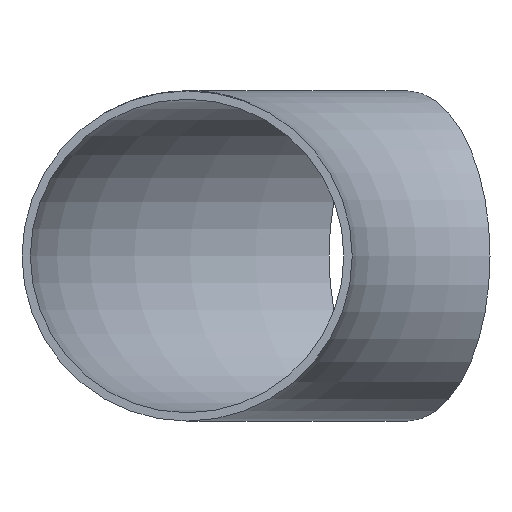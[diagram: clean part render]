
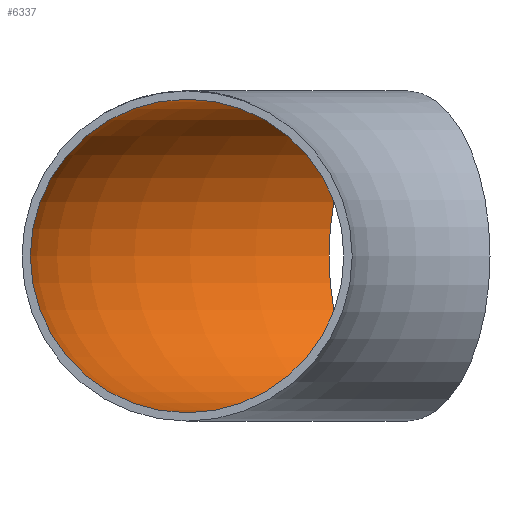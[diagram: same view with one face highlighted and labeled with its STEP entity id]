
A CAD part, front view. The second image highlights one B-rep face of the part: STEP entity #6337.
In plain terms, the highlighted toroidal (fillet/blend) face has major radius 152.5 mm and minor radius 54.25 mm.
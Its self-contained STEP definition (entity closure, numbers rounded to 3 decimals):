
#2162 = CARTESIAN_POINT ( 'NONE',  ( -152.5, 0., 54.25 ) ) ;
#2299 = CIRCLE ( 'NONE', #6680, 54.25 ) ;
#2899 = CARTESIAN_POINT ( 'NONE',  ( -103.375, 179.051, 0. ) ) ;
#3457 = ORIENTED_EDGE ( 'NONE', *, *, #9798, .F. ) ;
#4548 = CIRCLE ( 'NONE', #18360, 54.25 ) ;
#5397 = TOROIDAL_SURFACE ( 'NONE', #13495, 152.5, 54.25 ) ;
#5798 = DIRECTION ( 'NONE',  ( 0.866, 0.5, 0. ) ) ;
#6337 = ADVANCED_FACE ( 'NONE', ( #8006, #16327 ), #5397, .F. ) ;
#6680 = AXIS2_PLACEMENT_3D ( 'NONE', #10070, #19794, #15226 ) ;
#6803 = VERTEX_POINT ( 'NONE', #2899 ) ;
#8006 = FACE_OUTER_BOUND ( 'NONE', #15683, .T. ) ;
#8385 = VERTEX_POINT ( 'NONE', #2162 ) ;
#9238 = EDGE_LOOP ( 'NONE', ( #3457 ) ) ;
#9798 = EDGE_CURVE ( 'NONE', #8385, #8385, #2299, .T. ) ;
#10070 = CARTESIAN_POINT ( 'NONE',  ( -152.5, 0., 0. ) ) ;
#11453 = ORIENTED_EDGE ( 'NONE', *, *, #16903, .T. ) ;
#11572 = DIRECTION ( 'NONE',  ( -1., 0., 0. ) ) ;
#11683 = DIRECTION ( 'NONE',  ( 0., 0., -1. ) ) ;
#13495 = AXIS2_PLACEMENT_3D ( 'NONE', #14415, #11683, #11572 ) ;
#14415 = CARTESIAN_POINT ( 'NONE',  ( 0., 0., 0. ) ) ;
#15226 = DIRECTION ( 'NONE',  ( 0., 0., 1. ) ) ;
#15517 = DIRECTION ( 'NONE',  ( -0.5, 0.866, 0. ) ) ;
#15683 = EDGE_LOOP ( 'NONE', ( #11453 ) ) ;
#16327 = FACE_OUTER_BOUND ( 'NONE', #9238, .T. ) ;
#16903 = EDGE_CURVE ( 'NONE', #6803, #6803, #4548, .T. ) ;
#18360 = AXIS2_PLACEMENT_3D ( 'NONE', #20373, #5798, #15517 ) ;
#19794 = DIRECTION ( 'NONE',  ( 0., 1., 0. ) ) ;
#20373 = CARTESIAN_POINT ( 'NONE',  ( -76.25, 132.069, 0. ) ) ;
